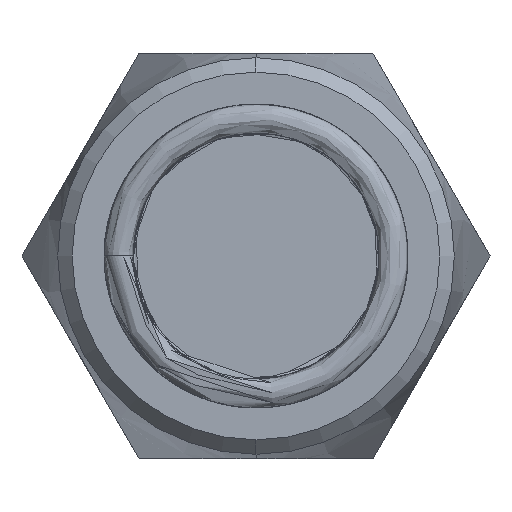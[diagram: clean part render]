
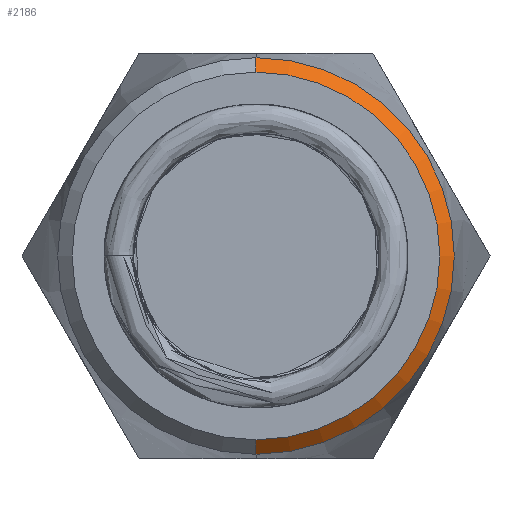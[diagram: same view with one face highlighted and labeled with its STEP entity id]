
A CAD part, front view. The second image highlights one B-rep face of the part: STEP entity #2186.
In plain terms, the highlighted conical face has half-angle 45 degrees and reference radius 6.85 mm.
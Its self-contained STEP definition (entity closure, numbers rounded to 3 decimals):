
#139 = VECTOR ( 'NONE', #16447, 1000. ) ;
#141 = AXIS2_PLACEMENT_3D ( 'NONE', #18499, #18500, #18501 ) ;
#144 = CONICAL_SURFACE ( 'NONE', #141, 6.85, 0.785 ) ;
#161 = CIRCLE ( 'NONE', #164, 6.85 ) ;
#164 = AXIS2_PLACEMENT_3D ( 'NONE', #19363, #19343, #19361 ) ;
#868 = EDGE_LOOP ( 'NONE', ( #18258, #18213, #18202, #18249 ) ) ;
#2158 = EDGE_CURVE ( 'NONE', #17711, #17713, #161, .T. ) ;
#2175 = EDGE_CURVE ( 'NONE', #17736, #17711, #17728, .T. ) ;
#2186 = ADVANCED_FACE ( 'NONE', ( #17730 ), #144, .T. ) ;
#2205 = EDGE_CURVE ( 'NONE', #17773, #17713, #14998, .T. ) ;
#2215 = EDGE_CURVE ( 'NONE', #17736, #17773, #17836, .T. ) ;
#5860 = CARTESIAN_POINT ( 'NONE',  ( 0., -5.8, 6.85 ) ) ;
#5861 = CARTESIAN_POINT ( 'NONE',  ( 0., -5.8, -6.85 ) ) ;
#5873 = CARTESIAN_POINT ( 'NONE',  ( 0., -6.3, 6.35 ) ) ;
#5892 = CARTESIAN_POINT ( 'NONE',  ( 0., -6.3, -6.35 ) ) ;
#9545 = CARTESIAN_POINT ( 'NONE',  ( 0., -5.8, 6.85 ) ) ;
#14998 = LINE ( 'NONE', #17274, #17802 ) ;
#16447 = DIRECTION ( 'NONE',  ( 0., 0.707, 0.707 ) ) ;
#17274 = CARTESIAN_POINT ( 'NONE',  ( 0., -5.8, -6.85 ) ) ;
#17276 = DIRECTION ( 'NONE',  ( 0., 0.707, -0.707 ) ) ;
#17475 = CARTESIAN_POINT ( 'NONE',  ( 0., -6.3, 0. ) ) ;
#17476 = DIRECTION ( 'NONE',  ( 0., 1., 0. ) ) ;
#17477 = DIRECTION ( 'NONE',  ( 0., 0., 1. ) ) ;
#17711 = VERTEX_POINT ( 'NONE', #5860 ) ;
#17713 = VERTEX_POINT ( 'NONE', #5861 ) ;
#17728 = LINE ( 'NONE', #9545, #139 ) ;
#17730 = FACE_OUTER_BOUND ( 'NONE', #868, .T. ) ;
#17736 = VERTEX_POINT ( 'NONE', #5873 ) ;
#17773 = VERTEX_POINT ( 'NONE', #5892 ) ;
#17802 = VECTOR ( 'NONE', #17276, 1000. ) ;
#17836 = CIRCLE ( 'NONE', #17864, 6.35 ) ;
#17864 = AXIS2_PLACEMENT_3D ( 'NONE', #17475, #17476, #17477 ) ;
#18202 = ORIENTED_EDGE ( 'NONE', *, *, #2158, .F. ) ;
#18213 = ORIENTED_EDGE ( 'NONE', *, *, #2205, .T. ) ;
#18249 = ORIENTED_EDGE ( 'NONE', *, *, #2175, .F. ) ;
#18258 = ORIENTED_EDGE ( 'NONE', *, *, #2215, .T. ) ;
#18499 = CARTESIAN_POINT ( 'NONE',  ( 0., -5.8, 0. ) ) ;
#18500 = DIRECTION ( 'NONE',  ( 0., 1., 0. ) ) ;
#18501 = DIRECTION ( 'NONE',  ( 0., 0., 1. ) ) ;
#19343 = DIRECTION ( 'NONE',  ( 0., 1., 0. ) ) ;
#19361 = DIRECTION ( 'NONE',  ( 0., 0., 1. ) ) ;
#19363 = CARTESIAN_POINT ( 'NONE',  ( 0., -5.8, 0. ) ) ;
